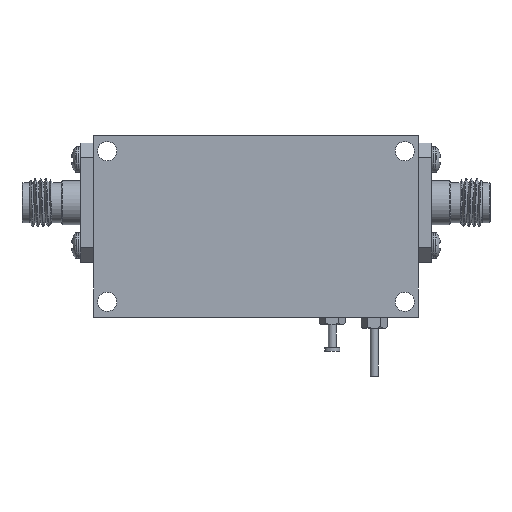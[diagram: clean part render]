
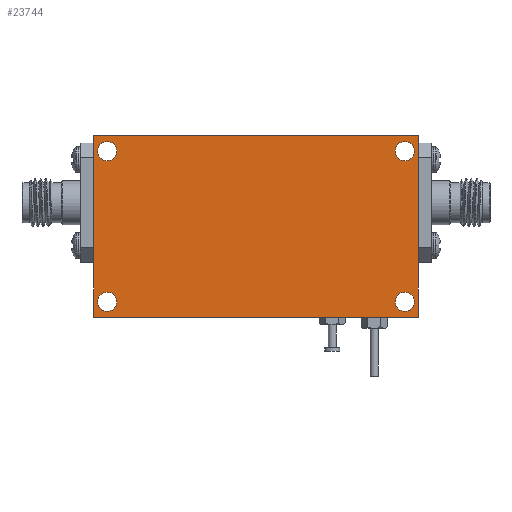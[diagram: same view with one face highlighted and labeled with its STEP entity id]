
A CAD part, front view. The second image highlights one B-rep face of the part: STEP entity #23744.
In plain terms, the highlighted planar face has unit normal (0, -1, 0).
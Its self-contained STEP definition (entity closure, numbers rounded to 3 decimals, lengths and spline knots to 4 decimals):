
#201 = ORIENTED_EDGE ( 'NONE', *, *, #30512, .F. ) ;
#312 = EDGE_LOOP ( 'NONE', ( #39380 ) ) ;
#554 = CARTESIAN_POINT ( 'NONE',  ( 0.78, -0.1875, 0.395 ) ) ;
#2284 = AXIS2_PLACEMENT_3D ( 'NONE', #60592, #60804, #56178 ) ;
#2981 = DIRECTION ( 'NONE',  ( 1., 0., 0. ) ) ;
#3950 = VECTOR ( 'NONE', #43137, 39.3701 ) ;
#4326 = PLANE ( 'NONE',  #55887 ) ;
#6528 = ORIENTED_EDGE ( 'NONE', *, *, #28830, .T. ) ;
#8440 = VERTEX_POINT ( 'NONE', #45168 ) ;
#8982 = FACE_BOUND ( 'NONE', #312, .T. ) ;
#10920 = CARTESIAN_POINT ( 'NONE',  ( -0.78, -0.1875, 0.395 ) ) ;
#11569 = EDGE_LOOP ( 'NONE', ( #12181 ) ) ;
#12181 = ORIENTED_EDGE ( 'NONE', *, *, #53412, .T. ) ;
#12885 = CARTESIAN_POINT ( 'NONE',  ( 0.85, -0.1875, 0.475 ) ) ;
#13087 = CIRCLE ( 'NONE', #2284, 0.05 ) ;
#13601 = AXIS2_PLACEMENT_3D ( 'NONE', #10920, #53905, #30078 ) ;
#16437 = CIRCLE ( 'NONE', #35760, 0.05 ) ;
#17259 = FACE_BOUND ( 'NONE', #11569, .T. ) ;
#20279 = FACE_BOUND ( 'NONE', #57441, .T. ) ;
#20722 = VERTEX_POINT ( 'NONE', #36129 ) ;
#21007 = VERTEX_POINT ( 'NONE', #12885 ) ;
#21042 = DIRECTION ( 'NONE',  ( 0., 0., -1. ) ) ;
#21478 = CARTESIAN_POINT ( 'NONE',  ( -0.78, -0.1875, -0.345 ) ) ;
#22934 = CARTESIAN_POINT ( 'NONE',  ( 0.78, -0.1875, -0.395 ) ) ;
#23251 = FACE_OUTER_BOUND ( 'NONE', #60807, .T. ) ;
#23393 = VECTOR ( 'NONE', #34522, 39.3701 ) ;
#23744 = ADVANCED_FACE ( 'NONE', ( #17259, #8982, #31625, #20279, #23251 ), #4326, .T. ) ;
#24265 = EDGE_CURVE ( 'NONE', #38881, #38881, #16437, .T. ) ;
#26104 = AXIS2_PLACEMENT_3D ( 'NONE', #554, #49045, #28997 ) ;
#26964 = CARTESIAN_POINT ( 'NONE',  ( 0.78, -0.1875, 0.445 ) ) ;
#28640 = EDGE_CURVE ( 'NONE', #30537, #30537, #52373, .T. ) ;
#28830 = EDGE_CURVE ( 'NONE', #20722, #20722, #38035, .T. ) ;
#28997 = DIRECTION ( 'NONE',  ( 0., 0., 1. ) ) ;
#30078 = DIRECTION ( 'NONE',  ( 0., 0., 1. ) ) ;
#30512 = EDGE_CURVE ( 'NONE', #21007, #8440, #40228, .T. ) ;
#30537 = VERTEX_POINT ( 'NONE', #26964 ) ;
#31011 = LINE ( 'NONE', #44196, #23393 ) ;
#31470 = EDGE_CURVE ( 'NONE', #45710, #58361, #31011, .T. ) ;
#31625 = FACE_BOUND ( 'NONE', #39089, .T. ) ;
#31878 = CARTESIAN_POINT ( 'NONE',  ( -0.85, -0.1875, 0.475 ) ) ;
#32032 = EDGE_CURVE ( 'NONE', #58361, #21007, #34780, .T. ) ;
#32502 = VECTOR ( 'NONE', #2981, 39.3701 ) ;
#32806 = CARTESIAN_POINT ( 'NONE',  ( 0., -0.1875, 0. ) ) ;
#34522 = DIRECTION ( 'NONE',  ( 0., 0., 1. ) ) ;
#34780 = LINE ( 'NONE', #31878, #32502 ) ;
#35760 = AXIS2_PLACEMENT_3D ( 'NONE', #22934, #47043, #46624 ) ;
#36129 = CARTESIAN_POINT ( 'NONE',  ( -0.78, -0.1875, 0.445 ) ) ;
#36864 = ORIENTED_EDGE ( 'NONE', *, *, #32032, .F. ) ;
#37509 = CARTESIAN_POINT ( 'NONE',  ( -0.85, -0.1875, -0.475 ) ) ;
#38035 = CIRCLE ( 'NONE', #13601, 0.05 ) ;
#38881 = VERTEX_POINT ( 'NONE', #45147 ) ;
#39089 = EDGE_LOOP ( 'NONE', ( #6528 ) ) ;
#39380 = ORIENTED_EDGE ( 'NONE', *, *, #24265, .T. ) ;
#40228 = LINE ( 'NONE', #50162, #51470 ) ;
#41666 = LINE ( 'NONE', #37509, #3950 ) ;
#42697 = DIRECTION ( 'NONE',  ( 0., 0., -1. ) ) ;
#43137 = DIRECTION ( 'NONE',  ( -1., 0., 0. ) ) ;
#43185 = EDGE_CURVE ( 'NONE', #8440, #45710, #41666, .T. ) ;
#44196 = CARTESIAN_POINT ( 'NONE',  ( -0.85, -0.1875, 0.475 ) ) ;
#45147 = CARTESIAN_POINT ( 'NONE',  ( 0.78, -0.1875, -0.345 ) ) ;
#45168 = CARTESIAN_POINT ( 'NONE',  ( 0.85, -0.1875, -0.475 ) ) ;
#45309 = ORIENTED_EDGE ( 'NONE', *, *, #43185, .F. ) ;
#45710 = VERTEX_POINT ( 'NONE', #49710 ) ;
#46624 = DIRECTION ( 'NONE',  ( 0., 0., 1. ) ) ;
#47043 = DIRECTION ( 'NONE',  ( 0., 1., 0. ) ) ;
#49045 = DIRECTION ( 'NONE',  ( 0., 1., 0. ) ) ;
#49353 = VERTEX_POINT ( 'NONE', #21478 ) ;
#49698 = CARTESIAN_POINT ( 'NONE',  ( -0.85, -0.1875, 0.475 ) ) ;
#49710 = CARTESIAN_POINT ( 'NONE',  ( -0.85, -0.1875, -0.475 ) ) ;
#50162 = CARTESIAN_POINT ( 'NONE',  ( 0.85, -0.1875, 0.475 ) ) ;
#51470 = VECTOR ( 'NONE', #21042, 39.3701 ) ;
#52158 = DIRECTION ( 'NONE',  ( 0., -1., 0. ) ) ;
#52373 = CIRCLE ( 'NONE', #26104, 0.05 ) ;
#53412 = EDGE_CURVE ( 'NONE', #49353, #49353, #13087, .T. ) ;
#53905 = DIRECTION ( 'NONE',  ( 0., 1., 0. ) ) ;
#55887 = AXIS2_PLACEMENT_3D ( 'NONE', #32806, #52158, #42697 ) ;
#56178 = DIRECTION ( 'NONE',  ( 0., 0., 1. ) ) ;
#57441 = EDGE_LOOP ( 'NONE', ( #62095 ) ) ;
#58361 = VERTEX_POINT ( 'NONE', #49698 ) ;
#60592 = CARTESIAN_POINT ( 'NONE',  ( -0.78, -0.1875, -0.395 ) ) ;
#60804 = DIRECTION ( 'NONE',  ( 0., 1., 0. ) ) ;
#60807 = EDGE_LOOP ( 'NONE', ( #201, #36864, #61373, #45309 ) ) ;
#61373 = ORIENTED_EDGE ( 'NONE', *, *, #31470, .F. ) ;
#62095 = ORIENTED_EDGE ( 'NONE', *, *, #28640, .T. ) ;
